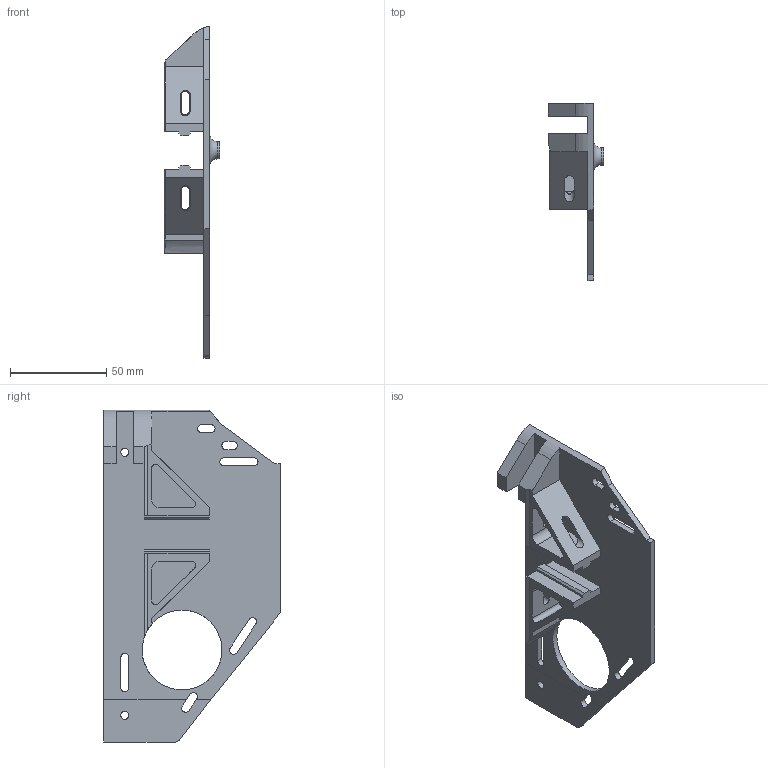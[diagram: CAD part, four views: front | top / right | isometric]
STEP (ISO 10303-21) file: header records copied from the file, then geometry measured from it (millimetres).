
FILE_DESCRIPTION(/* description */ (''),/* implementation_level */ '2;1');
FILE_NAME(/* name */ '',/* time_stamp */ '2024-10-09T19:14:54+03:00',/* author */ ('Phantom'),/* organization */ (''),/* preprocessor_version */ 'ST-DEVELOPER v20',/* originating_system */ 'Autodesk Inventor 2025',/* authorisation */ '');
FILE_SCHEMA (('AUTOMOTIVE_DESIGN { 1 0 10303 214 3 1 1 }'));
Length unit declared in the file: millimetre
Products named in the file (1): репление колёс 
СОВЕРШЕННОЕ ТОНКАЯ
Bounding box: 28.92 x 91.84 x 172.47 mm (x, y, z)
Volume: 57083.9 mm3; surface area: 36374 mm2
Topology: 2 solids, 2 shells, 119 faces, 389 edges, 343 vertices
Faces by surface type: plane 85, cylinder 33, torus 1
Full cylindrical faces by diameter (mm): 4.2 x2, 6.5 x1, 9 x1, 41.5 x1
Entity records: 4247 total; most frequent: CARTESIAN_POINT 814, DIRECTION 678, ORIENTED_EDGE 662, EDGE_CURVE 331, LINE 254, VECTOR 254, VERTEX_POINT 220, AXIS2_PLACEMENT_3D 212
